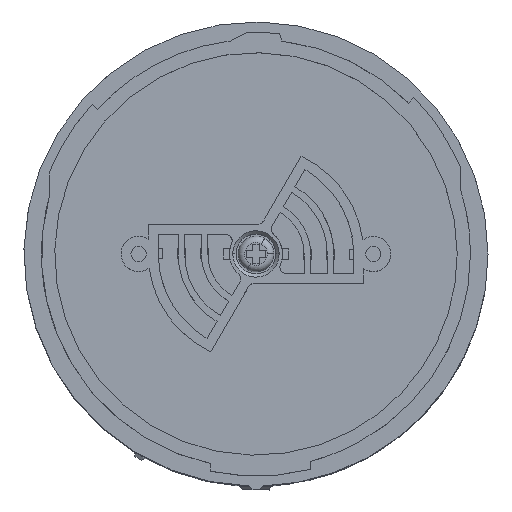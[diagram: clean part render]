
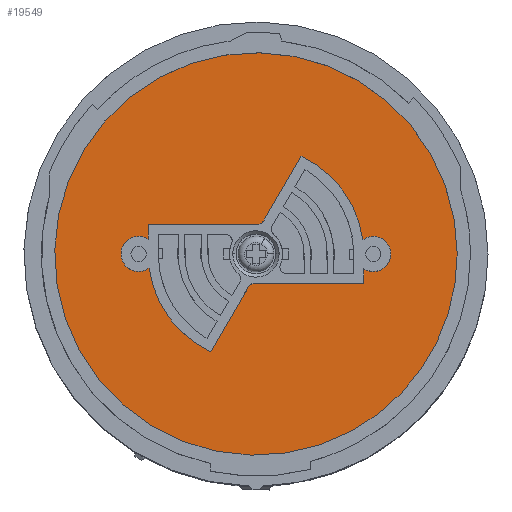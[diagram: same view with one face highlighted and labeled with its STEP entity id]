
A CAD part, top view. The second image highlights one B-rep face of the part: STEP entity #19549.
In plain terms, the highlighted planar face has unit normal (0, 0, 1).
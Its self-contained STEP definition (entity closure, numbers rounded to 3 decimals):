
#36 = AXIS2_PLACEMENT_3D ( 'NONE', #10041, #15825, #7909 ) ;
#224 = VECTOR ( 'NONE', #20657, 1000. ) ;
#386 = CARTESIAN_POINT ( 'NONE',  ( -1.136, -4.967, 234. ) ) ;
#486 = ORIENTED_EDGE ( 'NONE', *, *, #3251, .F. ) ;
#730 = CIRCLE ( 'NONE', #26010, 2.65 ) ;
#804 = CARTESIAN_POINT ( 'NONE',  ( 30.35, 0., 234. ) ) ;
#891 = VERTEX_POINT ( 'NONE', #8660 ) ;
#942 = DIRECTION ( 'NONE',  ( 1., 0., 0. ) ) ;
#989 = EDGE_CURVE ( 'NONE', #11088, #8040, #21371, .T. ) ;
#1509 = DIRECTION ( 'NONE',  ( 0., 0., 1. ) ) ;
#1519 = VERTEX_POINT ( 'NONE', #1887 ) ;
#1555 = VERTEX_POINT ( 'NONE', #8062 ) ;
#1887 = CARTESIAN_POINT ( 'NONE',  ( 16.25, -4.467, 234. ) ) ;
#2096 = CIRCLE ( 'NONE', #20556, 16.25 ) ;
#2227 = VERTEX_POINT ( 'NONE', #7082 ) ;
#2367 = CIRCLE ( 'NONE', #9233, 2.65 ) ;
#2386 = CARTESIAN_POINT ( 'NONE',  ( -16.25, 3.342, 234. ) ) ;
#2535 = LINE ( 'NONE', #10842, #8035 ) ;
#2577 = EDGE_CURVE ( 'NONE', #8040, #1555, #730, .T. ) ;
#2695 = VERTEX_POINT ( 'NONE', #8068 ) ;
#2910 = EDGE_CURVE ( 'NONE', #2695, #16708, #21086, .T. ) ;
#2955 = CIRCLE ( 'NONE', #6809, 30.35 ) ;
#2970 = CIRCLE ( 'NONE', #14526, 30.35 ) ;
#3034 = EDGE_CURVE ( 'NONE', #3927, #2227, #2367, .T. ) ;
#3038 = AXIS2_PLACEMENT_3D ( 'NONE', #6211, #24324, #12371 ) ;
#3082 = AXIS2_PLACEMENT_3D ( 'NONE', #14797, #9033, #4606 ) ;
#3137 = DIRECTION ( 'NONE',  ( 1., 0., 0. ) ) ;
#3251 = EDGE_CURVE ( 'NONE', #891, #9830, #16479, .T. ) ;
#3737 = EDGE_CURVE ( 'NONE', #1519, #11088, #23165, .T. ) ;
#3927 = VERTEX_POINT ( 'NONE', #23556 ) ;
#4198 = CARTESIAN_POINT ( 'NONE',  ( 0., 0., 234. ) ) ;
#4229 = DIRECTION ( 'NONE',  ( 0., 0., 1. ) ) ;
#4606 = DIRECTION ( 'NONE',  ( 1., 0., 0. ) ) ;
#4718 = ORIENTED_EDGE ( 'NONE', *, *, #9343, .F. ) ;
#4788 = DIRECTION ( 'NONE',  ( 1., 0., 0. ) ) ;
#5181 = DIRECTION ( 'NONE',  ( 0., 0., 1. ) ) ;
#5182 = ORIENTED_EDGE ( 'NONE', *, *, #20282, .T. ) ;
#5218 = ORIENTED_EDGE ( 'NONE', *, *, #3737, .F. ) ;
#5297 = CARTESIAN_POINT ( 'NONE',  ( 17.7, 0., 234. ) ) ;
#5370 = ORIENTED_EDGE ( 'NONE', *, *, #9775, .F. ) ;
#5638 = ORIENTED_EDGE ( 'NONE', *, *, #6330, .F. ) ;
#5661 = CARTESIAN_POINT ( 'NONE',  ( -16.25, 4.467, 234. ) ) ;
#6211 = CARTESIAN_POINT ( 'NONE',  ( 0., 0., 234. ) ) ;
#6330 = EDGE_CURVE ( 'NONE', #9830, #3927, #18909, .T. ) ;
#6336 = VERTEX_POINT ( 'NONE', #386 ) ;
#6517 = CARTESIAN_POINT ( 'NONE',  ( 14.551, -26.635, 234. ) ) ;
#6579 = DIRECTION ( 'NONE',  ( 1., 0., 0. ) ) ;
#6796 = CARTESIAN_POINT ( 'NONE',  ( 0., 0., 234. ) ) ;
#6809 = AXIS2_PLACEMENT_3D ( 'NONE', #23284, #14960, #17496 ) ;
#7082 = CARTESIAN_POINT ( 'NONE',  ( -20.35, 0., 234. ) ) ;
#7300 = DIRECTION ( 'NONE',  ( 0., 0., -1. ) ) ;
#7334 = CIRCLE ( 'NONE', #3038, 16.25 ) ;
#7390 = VERTEX_POINT ( 'NONE', #15654 ) ;
#7625 = VECTOR ( 'NONE', #10985, 1000. ) ;
#7646 = PLANE ( 'NONE',  #36 ) ;
#7709 = ORIENTED_EDGE ( 'NONE', *, *, #20907, .F. ) ;
#7720 = ORIENTED_EDGE ( 'NONE', *, *, #22724, .F. ) ;
#7909 = DIRECTION ( 'NONE',  ( 1., 0., 0. ) ) ;
#8035 = VECTOR ( 'NONE', #6579, 1000. ) ;
#8040 = VERTEX_POINT ( 'NONE', #26510 ) ;
#8062 = CARTESIAN_POINT ( 'NONE',  ( 16.111, 2.121, 234. ) ) ;
#8068 = CARTESIAN_POINT ( 'NONE',  ( 6.791, 14.763, 234. ) ) ;
#8215 = AXIS2_PLACEMENT_3D ( 'NONE', #15359, #23554, #18863 ) ;
#8342 = EDGE_CURVE ( 'NONE', #1555, #2695, #7334, .T. ) ;
#8356 = DIRECTION ( 'NONE',  ( 0., 0., 1. ) ) ;
#8366 = ORIENTED_EDGE ( 'NONE', *, *, #2577, .F. ) ;
#8371 = EDGE_LOOP ( 'NONE', ( #5218, #7709, #5370, #7720, #16040, #4718, #10492, #5638, #486, #9916, #17910, #11836, #8366, #25308 ) ) ;
#8660 = CARTESIAN_POINT ( 'NONE',  ( 0.27, 4.467, 234. ) ) ;
#9003 = CARTESIAN_POINT ( 'NONE',  ( -17.7, 0., 234. ) ) ;
#9033 = DIRECTION ( 'NONE',  ( 0., 0., -1. ) ) ;
#9113 = DIRECTION ( 'NONE',  ( 0.5, 0.866, 0. ) ) ;
#9233 = AXIS2_PLACEMENT_3D ( 'NONE', #9003, #15673, #942 ) ;
#9343 = EDGE_CURVE ( 'NONE', #2227, #25571, #14622, .T. ) ;
#9770 = AXIS2_PLACEMENT_3D ( 'NONE', #5297, #1509, #17639 ) ;
#9771 = FACE_BOUND ( 'NONE', #8371, .T. ) ;
#9775 = EDGE_CURVE ( 'NONE', #6336, #22628, #13361, .T. ) ;
#9830 = VERTEX_POINT ( 'NONE', #5661 ) ;
#9916 = ORIENTED_EDGE ( 'NONE', *, *, #21845, .F. ) ;
#10041 = CARTESIAN_POINT ( 'NONE',  ( 0., 0., 234. ) ) ;
#10152 = AXIS2_PLACEMENT_3D ( 'NONE', #6796, #5181, #4788 ) ;
#10492 = ORIENTED_EDGE ( 'NONE', *, *, #3034, .F. ) ;
#10621 = DIRECTION ( 'NONE',  ( 1., 0., 0. ) ) ;
#10842 = CARTESIAN_POINT ( 'NONE',  ( 7.99, -4.467, 234. ) ) ;
#10985 = DIRECTION ( 'NONE',  ( -0.5, -0.866, 0. ) ) ;
#11088 = VERTEX_POINT ( 'NONE', #22041 ) ;
#11836 = ORIENTED_EDGE ( 'NONE', *, *, #8342, .F. ) ;
#11919 = VECTOR ( 'NONE', #18763, 1000. ) ;
#12008 = VECTOR ( 'NONE', #16972, 1000. ) ;
#12371 = DIRECTION ( 'NONE',  ( 1., 0., 0. ) ) ;
#12707 = CIRCLE ( 'NONE', #23017, 1. ) ;
#12869 = CARTESIAN_POINT ( 'NONE',  ( -0.27, -4.467, 234. ) ) ;
#13131 = CARTESIAN_POINT ( 'NONE',  ( -3.963, -9.865, 234. ) ) ;
#13276 = EDGE_CURVE ( 'NONE', #14009, #7390, #2955, .T. ) ;
#13361 = CIRCLE ( 'NONE', #3082, 1. ) ;
#14009 = VERTEX_POINT ( 'NONE', #804 ) ;
#14414 = CIRCLE ( 'NONE', #10152, 30.35 ) ;
#14526 = AXIS2_PLACEMENT_3D ( 'NONE', #16167, #4229, #22886 ) ;
#14622 = CIRCLE ( 'NONE', #8215, 2.65 ) ;
#14797 = CARTESIAN_POINT ( 'NONE',  ( -0.27, -5.467, 234. ) ) ;
#14960 = DIRECTION ( 'NONE',  ( 0., 0., 1. ) ) ;
#15236 = ORIENTED_EDGE ( 'NONE', *, *, #25228, .T. ) ;
#15359 = CARTESIAN_POINT ( 'NONE',  ( -17.7, 0., 234. ) ) ;
#15587 = DIRECTION ( 'NONE',  ( 1., 0., 0. ) ) ;
#15654 = CARTESIAN_POINT ( 'NONE',  ( -14.551, 26.635, 234. ) ) ;
#15673 = DIRECTION ( 'NONE',  ( 0., 0., 1. ) ) ;
#15682 = VECTOR ( 'NONE', #9113, 1000. ) ;
#15825 = DIRECTION ( 'NONE',  ( 0., 0., 1. ) ) ;
#16040 = ORIENTED_EDGE ( 'NONE', *, *, #17985, .F. ) ;
#16089 = FACE_OUTER_BOUND ( 'NONE', #18729, .T. ) ;
#16167 = CARTESIAN_POINT ( 'NONE',  ( 0., 0., 234. ) ) ;
#16425 = VERTEX_POINT ( 'NONE', #24746 ) ;
#16479 = LINE ( 'NONE', #18755, #224 ) ;
#16708 = VERTEX_POINT ( 'NONE', #21802 ) ;
#16972 = DIRECTION ( 'NONE',  ( 0., 1., 0. ) ) ;
#17496 = DIRECTION ( 'NONE',  ( 1., 0., 0. ) ) ;
#17639 = DIRECTION ( 'NONE',  ( 1., 0., 0. ) ) ;
#17887 = CARTESIAN_POINT ( 'NONE',  ( -16.111, -2.121, 234. ) ) ;
#17910 = ORIENTED_EDGE ( 'NONE', *, *, #2910, .F. ) ;
#17985 = EDGE_CURVE ( 'NONE', #25571, #16425, #2096, .T. ) ;
#18729 = EDGE_LOOP ( 'NONE', ( #5182, #15236, #25561 ) ) ;
#18755 = CARTESIAN_POINT ( 'NONE',  ( -7.99, 4.467, 234. ) ) ;
#18763 = DIRECTION ( 'NONE',  ( 0., -1., 0. ) ) ;
#18863 = DIRECTION ( 'NONE',  ( 1., 0., 0. ) ) ;
#18909 = LINE ( 'NONE', #2386, #11919 ) ;
#19121 = CARTESIAN_POINT ( 'NONE',  ( 16.25, -3.342, 234. ) ) ;
#19549 = ADVANCED_FACE ( 'NONE', ( #16089, #9771 ), #7646, .T. ) ;
#20282 = EDGE_CURVE ( 'NONE', #7390, #25283, #14414, .T. ) ;
#20556 = AXIS2_PLACEMENT_3D ( 'NONE', #4198, #8356, #10621 ) ;
#20657 = DIRECTION ( 'NONE',  ( -1., 0., 0. ) ) ;
#20689 = CARTESIAN_POINT ( 'NONE',  ( 3.963, 9.865, 234. ) ) ;
#20907 = EDGE_CURVE ( 'NONE', #22628, #1519, #2535, .T. ) ;
#21086 = LINE ( 'NONE', #20689, #7625 ) ;
#21371 = CIRCLE ( 'NONE', #9770, 2.65 ) ;
#21533 = CARTESIAN_POINT ( 'NONE',  ( 0.27, 5.467, 234. ) ) ;
#21802 = CARTESIAN_POINT ( 'NONE',  ( 1.136, 4.967, 234. ) ) ;
#21845 = EDGE_CURVE ( 'NONE', #16708, #891, #12707, .T. ) ;
#22041 = CARTESIAN_POINT ( 'NONE',  ( 16.25, -2.218, 234. ) ) ;
#22628 = VERTEX_POINT ( 'NONE', #12869 ) ;
#22724 = EDGE_CURVE ( 'NONE', #16425, #6336, #23471, .T. ) ;
#22886 = DIRECTION ( 'NONE',  ( 1., 0., 0. ) ) ;
#23017 = AXIS2_PLACEMENT_3D ( 'NONE', #21533, #7300, #3137 ) ;
#23165 = LINE ( 'NONE', #19121, #12008 ) ;
#23284 = CARTESIAN_POINT ( 'NONE',  ( 0., 0., 234. ) ) ;
#23471 = LINE ( 'NONE', #13131, #15682 ) ;
#23554 = DIRECTION ( 'NONE',  ( 0., 0., 1. ) ) ;
#23556 = CARTESIAN_POINT ( 'NONE',  ( -16.25, 2.218, 234. ) ) ;
#24324 = DIRECTION ( 'NONE',  ( 0., 0., 1. ) ) ;
#24746 = CARTESIAN_POINT ( 'NONE',  ( -6.791, -14.763, 234. ) ) ;
#25228 = EDGE_CURVE ( 'NONE', #25283, #14009, #2970, .T. ) ;
#25283 = VERTEX_POINT ( 'NONE', #6517 ) ;
#25308 = ORIENTED_EDGE ( 'NONE', *, *, #989, .F. ) ;
#25526 = DIRECTION ( 'NONE',  ( 0., 0., 1. ) ) ;
#25561 = ORIENTED_EDGE ( 'NONE', *, *, #13276, .T. ) ;
#25571 = VERTEX_POINT ( 'NONE', #17887 ) ;
#25915 = CARTESIAN_POINT ( 'NONE',  ( 17.7, 0., 234. ) ) ;
#26010 = AXIS2_PLACEMENT_3D ( 'NONE', #25915, #25526, #15587 ) ;
#26510 = CARTESIAN_POINT ( 'NONE',  ( 20.35, 0., 234. ) ) ;
